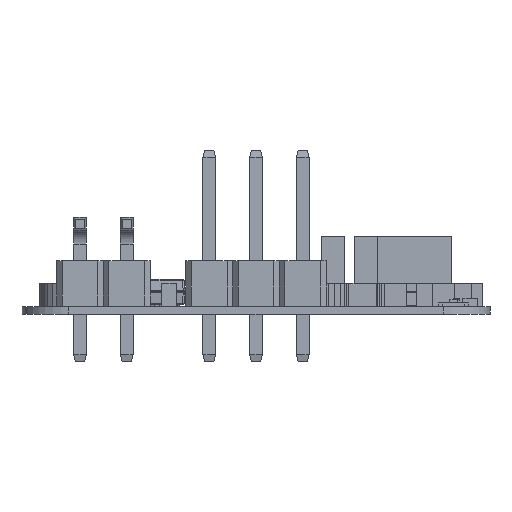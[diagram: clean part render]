
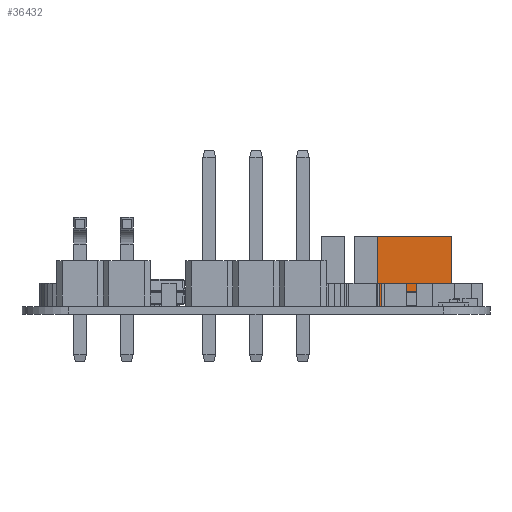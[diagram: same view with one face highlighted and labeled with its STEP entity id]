
A CAD part, front view. The second image highlights one B-rep face of the part: STEP entity #36432.
In plain terms, the highlighted planar face has unit normal (0, -1, 0).
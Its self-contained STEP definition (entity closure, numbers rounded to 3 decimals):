
#36334 = EDGE_CURVE('',#36335,#36337,#36339,.T.);
#36335 = VERTEX_POINT('',#36336);
#36336 = CARTESIAN_POINT('',(-2.1,-0.9,0.));
#36337 = VERTEX_POINT('',#36338);
#36338 = CARTESIAN_POINT('',(-2.1,-0.9,3.81));
#36339 = LINE('',#36340,#36341);
#36340 = CARTESIAN_POINT('',(-2.1,-0.9,0.));
#36341 = VECTOR('',#36342,1.);
#36342 = DIRECTION('',(0.,0.,1.));
#36407 = VERTEX_POINT('',#36408);
#36408 = CARTESIAN_POINT('',(2.1,-0.9,3.81));
#36414 = EDGE_CURVE('',#36415,#36407,#36417,.T.);
#36415 = VERTEX_POINT('',#36416);
#36416 = CARTESIAN_POINT('',(2.1,-0.9,0.));
#36417 = LINE('',#36418,#36419);
#36418 = CARTESIAN_POINT('',(2.1,-0.9,0.));
#36419 = VECTOR('',#36420,1.);
#36420 = DIRECTION('',(0.,0.,1.));
#36432 = ADVANCED_FACE('',(#36433),#36449,.T.);
#36433 = FACE_BOUND('',#36434,.T.);
#36434 = EDGE_LOOP('',(#36435,#36436,#36442,#36443));
#36435 = ORIENTED_EDGE('',*,*,#36414,.T.);
#36436 = ORIENTED_EDGE('',*,*,#36437,.T.);
#36437 = EDGE_CURVE('',#36407,#36337,#36438,.T.);
#36438 = LINE('',#36439,#36440);
#36439 = CARTESIAN_POINT('',(2.1,-0.9,3.81));
#36440 = VECTOR('',#36441,1.);
#36441 = DIRECTION('',(-1.,0.,0.));
#36442 = ORIENTED_EDGE('',*,*,#36334,.F.);
#36443 = ORIENTED_EDGE('',*,*,#36444,.F.);
#36444 = EDGE_CURVE('',#36415,#36335,#36445,.T.);
#36445 = LINE('',#36446,#36447);
#36446 = CARTESIAN_POINT('',(2.1,-0.9,0.));
#36447 = VECTOR('',#36448,1.);
#36448 = DIRECTION('',(-1.,0.,0.));
#36449 = PLANE('',#36450);
#36450 = AXIS2_PLACEMENT_3D('',#36451,#36452,#36453);
#36451 = CARTESIAN_POINT('',(2.1,-0.9,0.));
#36452 = DIRECTION('',(0.,-1.,0.));
#36453 = DIRECTION('',(-1.,0.,0.));
